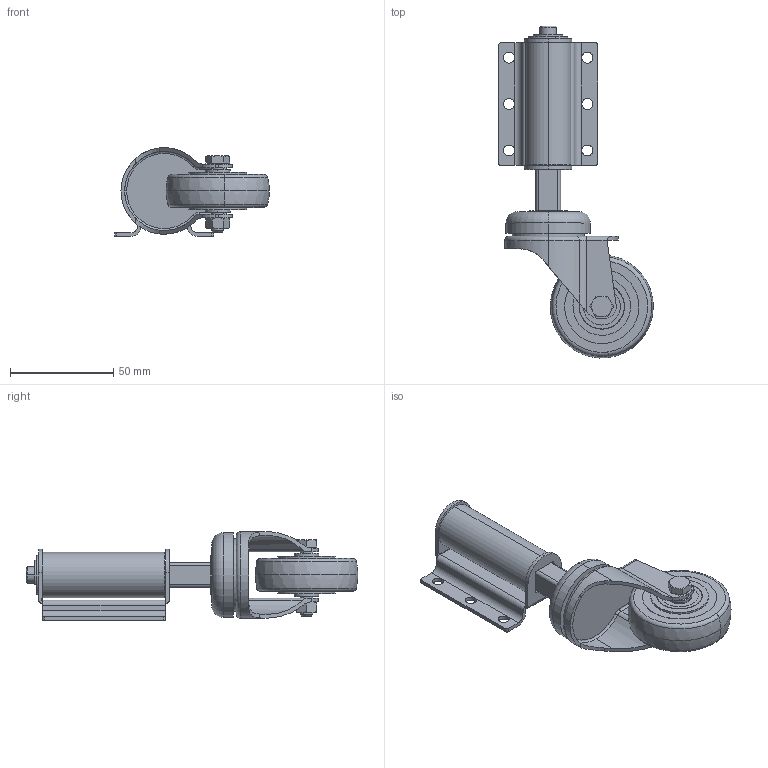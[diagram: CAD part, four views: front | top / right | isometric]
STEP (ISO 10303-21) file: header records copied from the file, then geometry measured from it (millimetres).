
FILE_DESCRIPTION (( 'STEP AP214' ), '1' );
FILE_NAME ('0010223_L-1265-50-LENK.step', '2018-10-08T09:50:01', ( '' ), ( '' ), 'SwSTEP 2.0', 'SolidWorks 2018', '' );
FILE_SCHEMA (( 'AUTOMOTIVE_DESIGN' ));
Length unit declared in the file: millimetre
Products named in the file (1): 0010223_L-1265-50-LENK
Bounding box: 74.98 x 161.08 x 43 mm (x, y, z)
Volume: 72164.8 mm3; surface area: 52222 mm2
Topology: 23 solids, 23 shells, 429 faces, 971 edges, 600 vertices
Faces by surface type: cylinder 183, plane 131, torus 65, cone 46, bspline 4
Entity records: 23295 total; most frequent: CARTESIAN_POINT 8333, DIRECTION 2282, ORIENTED_EDGE 1942, EDGE_CURVE 971, AXIS2_PLACEMENT_3D 953, VERTEX_POINT 600, CIRCLE 527, EDGE_LOOP 495
